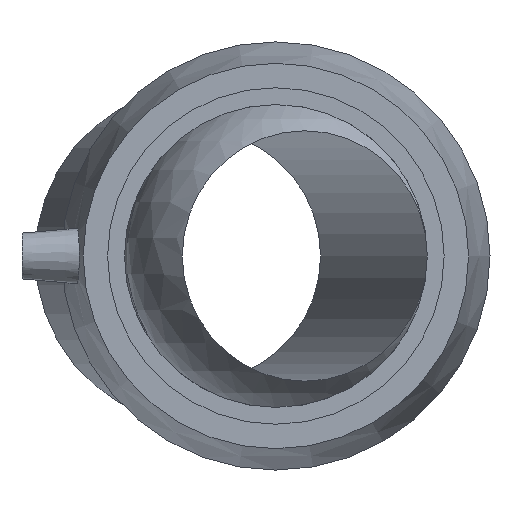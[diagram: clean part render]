
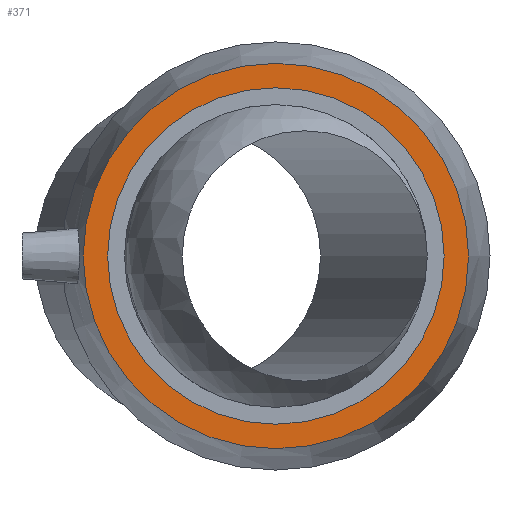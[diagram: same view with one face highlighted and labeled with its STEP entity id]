
A CAD part, left-side view. The second image highlights one B-rep face of the part: STEP entity #371.
In plain terms, the highlighted planar face has unit normal (-1, 0, 0).
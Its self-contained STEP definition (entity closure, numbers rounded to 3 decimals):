
#45=PLANE('',#435);
#72=FACE_BOUND('',#164,.T.);
#105=FACE_OUTER_BOUND('',#163,.T.);
#163=EDGE_LOOP('',(#329));
#164=EDGE_LOOP('',(#330));
#195=CIRCLE('',#434,55.);
#196=CIRCLE('',#436,63.);
#227=VERTEX_POINT('',#845);
#228=VERTEX_POINT('',#848);
#262=EDGE_CURVE('',#227,#227,#195,.T.);
#263=EDGE_CURVE('',#228,#228,#196,.T.);
#329=ORIENTED_EDGE('',*,*,#263,.F.);
#330=ORIENTED_EDGE('',*,*,#262,.T.);
#371=ADVANCED_FACE('',(#105,#72),#45,.T.);
#434=AXIS2_PLACEMENT_3D('',#846,#558,#559);
#435=AXIS2_PLACEMENT_3D('',#847,#560,#561);
#436=AXIS2_PLACEMENT_3D('',#849,#562,#563);
#558=DIRECTION('center_axis',(1.,0.,0.));
#559=DIRECTION('ref_axis',(0.,0.,-1.));
#560=DIRECTION('center_axis',(-1.,0.,0.));
#561=DIRECTION('ref_axis',(0.,0.,1.));
#562=DIRECTION('center_axis',(1.,0.,0.));
#563=DIRECTION('ref_axis',(0.,0.,-1.));
#845=CARTESIAN_POINT('',(-72.45,55.,0.));
#846=CARTESIAN_POINT('Origin',(-72.45,0.,0.));
#847=CARTESIAN_POINT('Origin',(-72.45,63.,0.));
#848=CARTESIAN_POINT('',(-72.45,63.,0.));
#849=CARTESIAN_POINT('Origin',(-72.45,0.,0.));
